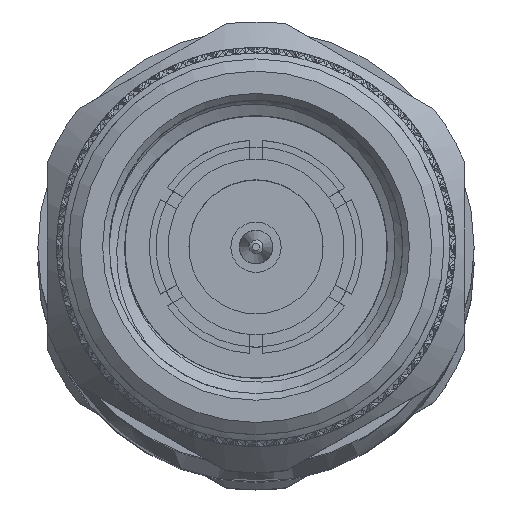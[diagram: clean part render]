
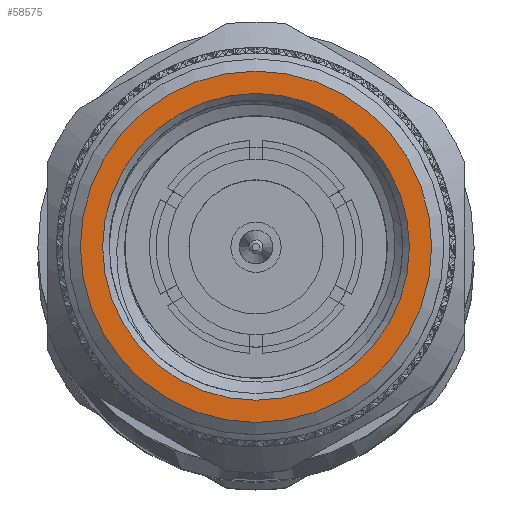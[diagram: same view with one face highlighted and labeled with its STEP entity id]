
A CAD part, top view. The second image highlights one B-rep face of the part: STEP entity #58575.
In plain terms, the highlighted face is planar.
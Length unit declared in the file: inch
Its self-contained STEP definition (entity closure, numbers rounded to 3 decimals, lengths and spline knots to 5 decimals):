
#5970 = CARTESIAN_POINT ( 'NONE',  ( 0., 0., 0. ) ) ;
#6991 = PLANE ( 'NONE',  #75638 ) ;
#8946 = CIRCLE ( 'NONE', #73218, 0.26186 ) ;
#10891 = EDGE_LOOP ( 'NONE', ( #59116 ) ) ;
#13745 = CARTESIAN_POINT ( 'NONE',  ( 0., 0.27, 0. ) ) ;
#16294 = FACE_OUTER_BOUND ( 'NONE', #36079, .T. ) ;
#18372 = DIRECTION ( 'NONE',  ( 0., 0., 1. ) ) ;
#23061 = CARTESIAN_POINT ( 'NONE',  ( 0., 0., -0.26186 ) ) ;
#23520 = DIRECTION ( 'NONE',  ( 0., 0., -1. ) ) ;
#35487 = EDGE_CURVE ( 'NONE', #42873, #42873, #59704, .T. ) ;
#36079 = EDGE_LOOP ( 'NONE', ( #64666 ) ) ;
#36913 = AXIS2_PLACEMENT_3D ( 'NONE', #54436, #67897, #18372 ) ;
#42873 = VERTEX_POINT ( 'NONE', #59920 ) ;
#50001 = DIRECTION ( 'NONE',  ( 1., 0., 0. ) ) ;
#53128 = FACE_BOUND ( 'NONE', #10891, .T. ) ;
#54436 = CARTESIAN_POINT ( 'NONE',  ( 0., 0., 0. ) ) ;
#57055 = DIRECTION ( 'NONE',  ( 0., 1., 0. ) ) ;
#58425 = VERTEX_POINT ( 'NONE', #23061 ) ;
#58575 = ADVANCED_FACE ( 'NONE', ( #16294, #53128 ), #6991, .F. ) ;
#59116 = ORIENTED_EDGE ( 'NONE', *, *, #35487, .T. ) ;
#59704 = CIRCLE ( 'NONE', #36913, 0.22875 ) ;
#59920 = CARTESIAN_POINT ( 'NONE',  ( 0., 0., 0.22875 ) ) ;
#60656 = DIRECTION ( 'NONE',  ( 1., 0., 0. ) ) ;
#64666 = ORIENTED_EDGE ( 'NONE', *, *, #69713, .F. ) ;
#67897 = DIRECTION ( 'NONE',  ( 1., 0., 0. ) ) ;
#69713 = EDGE_CURVE ( 'NONE', #58425, #58425, #8946, .T. ) ;
#73218 = AXIS2_PLACEMENT_3D ( 'NONE', #5970, #60656, #23520 ) ;
#75638 = AXIS2_PLACEMENT_3D ( 'NONE', #13745, #50001, #57055 ) ;
